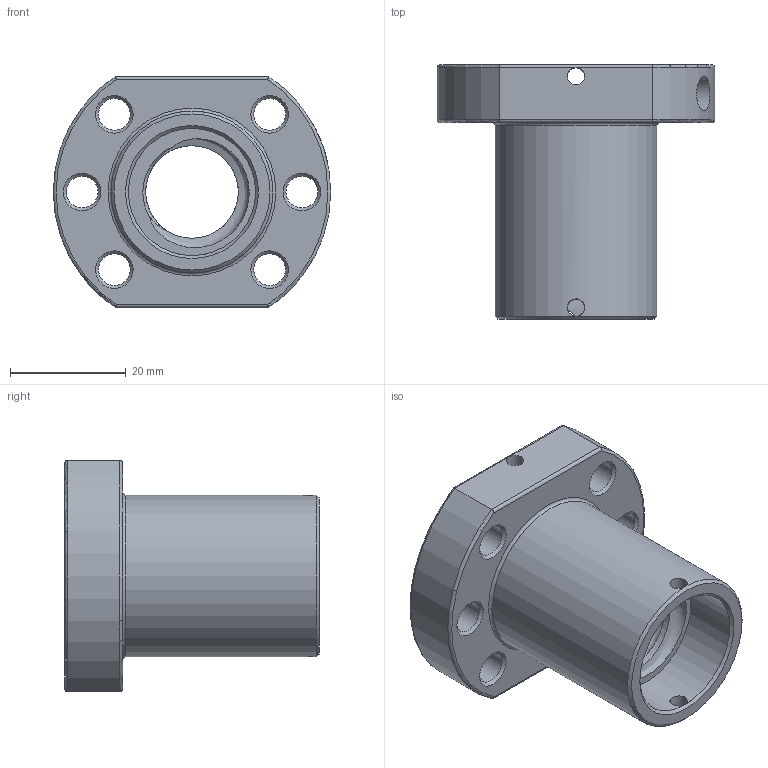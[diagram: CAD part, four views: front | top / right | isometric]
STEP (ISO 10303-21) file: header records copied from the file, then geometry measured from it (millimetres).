
FILE_DESCRIPTION(/* description */ (''),/* implementation_level */ '2;1');
FILE_NAME(/* name */ 'SFU1605-BallNut.step',/* time_stamp */ '2024-03-04T18:38:37Z',/* author */ (''),/* organization */ (''),/* preprocessor_version */ 'ST-DEVELOPER v20',/* originating_system */ 'Autodesk Translation Framework v12.20.1.177',/* authorisation */ '');
FILE_SCHEMA (('AUTOMOTIVE_DESIGN { 1 0 10303 214 3 1 1 }'));
Length unit declared in the file: millimetre
Products named in the file (1): SFU1605-BallNut v1(Mirror)
Bounding box: 48 x 44 x 40 mm (x, y, z)
Volume: 21650.2 mm3; surface area: 11505.4 mm2
Topology: 1 solids, 1 shells, 58 faces, 157 edges, 97 vertices
Faces by surface type: cylinder 27, cone 17, plane 8, torus 5, bspline 1
Full cylindrical faces by diameter (mm): 3 x4, 5 x1, 5.5 x6, 6 x1, 16 x4, 22 x2, 28 x1
Entity records: 3990 total; most frequent: CARTESIAN_POINT 2504, ORIENTED_EDGE 314, DIRECTION 293, EDGE_CURVE 157, AXIS2_PLACEMENT_3D 122, VERTEX_POINT 97, EDGE_LOOP 78, CIRCLE 64
